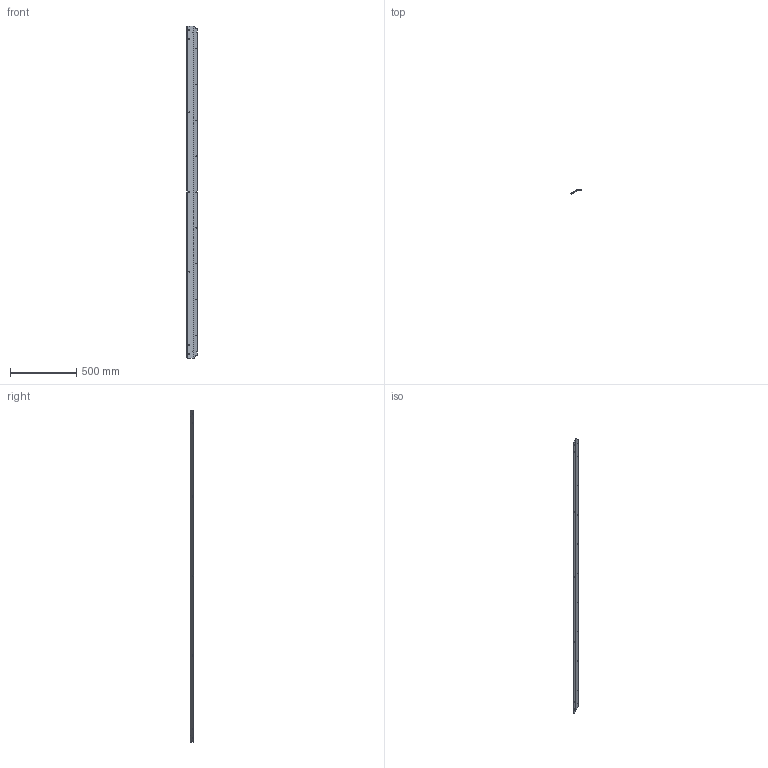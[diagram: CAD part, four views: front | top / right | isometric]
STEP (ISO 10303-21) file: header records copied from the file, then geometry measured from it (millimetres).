
FILE_DESCRIPTION (( 'STEP AP203' ), '1' );
FILE_NAME ('CV03-F16_REV_A.step', '2025-08-17T05:15:43', ( '' ), ( '' ), 'SwSTEP 2.0', 'SolidWorks 2024', '' );
FILE_SCHEMA (( 'CONFIG_CONTROL_DESIGN' ));
Length unit declared in the file: millimetre
Products named in the file (2): CV03-F16_REV_A; CV03-C-06
Assembly tree (1 placements, depth 2):
  CV03-F16_REV_A
    CV03-C-06
Bounding box: 75.69 x 28.4 x 2503 mm (x, y, z)
Volume: 610228.6 mm3; surface area: 423410.7 mm2
Topology: 1 solids, 1 shells, 80 faces, 226 edges, 148 vertices
Faces by surface type: cylinder 40, plane 40
Entity records: 2874 total; most frequent: DIRECTION 474, CARTESIAN_POINT 458, ORIENTED_EDGE 452, EDGE_CURVE 226, AXIS2_PLACEMENT_3D 164, VERTEX_POINT 148, LINE 146, VECTOR 146
